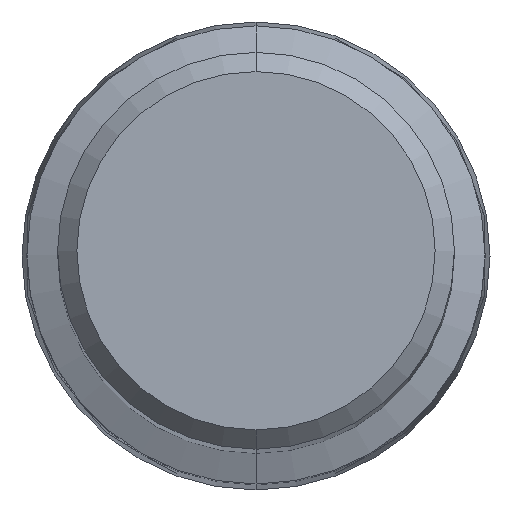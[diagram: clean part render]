
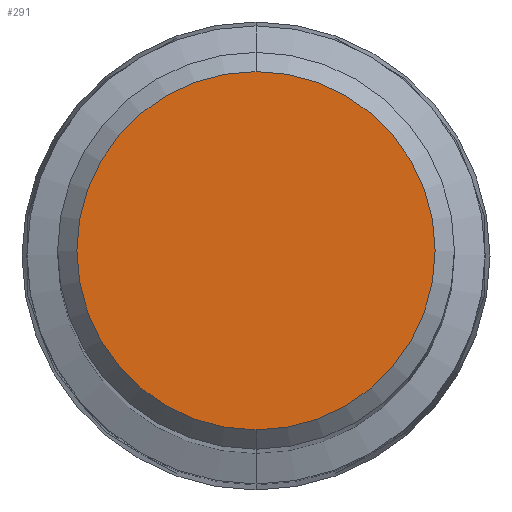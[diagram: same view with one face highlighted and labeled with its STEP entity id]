
A CAD part, top view. The second image highlights one B-rep face of the part: STEP entity #291.
In plain terms, the highlighted planar face has unit normal (0, 0, 1).
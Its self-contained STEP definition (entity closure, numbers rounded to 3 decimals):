
#171=VERTEX_POINT('',#378);
#193=VERTEX_POINT('',#402);
#275=EDGE_CURVE('',#193,#171,#492,.T.);
#281=EDGE_CURVE('',#171,#193,#499,.T.);
#291=ADVANCED_FACE('',(#511),#512,.T.);
#378=CARTESIAN_POINT('',(0.0,7.45,0.0));
#402=CARTESIAN_POINT('',(0.,-7.45,0.0));
#492=CIRCLE('',#762,7.45);
#499=CIRCLE('',#770,7.45);
#511=FACE_OUTER_BOUND('',#782,.T.);
#512=PLANE('',#783);
#762=AXIS2_PLACEMENT_3D('',#1010,#1011,#1012);
#770=AXIS2_PLACEMENT_3D('',#1021,#1022,#1023);
#782=EDGE_LOOP('',(#1041,#1042));
#783=AXIS2_PLACEMENT_3D('',#1043,#1044,#1045);
#1010=CARTESIAN_POINT('',(0.0,0.0,0.0));
#1011=DIRECTION('',(0.0,0.0,-1.0));
#1012=DIRECTION('',(0.0,1.0,0.0));
#1021=CARTESIAN_POINT('',(0.0,0.0,0.0));
#1022=DIRECTION('',(0.0,0.0,-1.0));
#1023=DIRECTION('',(0.0,1.0,0.0));
#1041=ORIENTED_EDGE('',*,*,#281,.F.);
#1042=ORIENTED_EDGE('',*,*,#275,.F.);
#1043=CARTESIAN_POINT('',(0.0,3.725,0.0));
#1044=DIRECTION('',(-0.0,0.0,1.0));
#1045=DIRECTION('',(0.0,-1.0,0.0));
